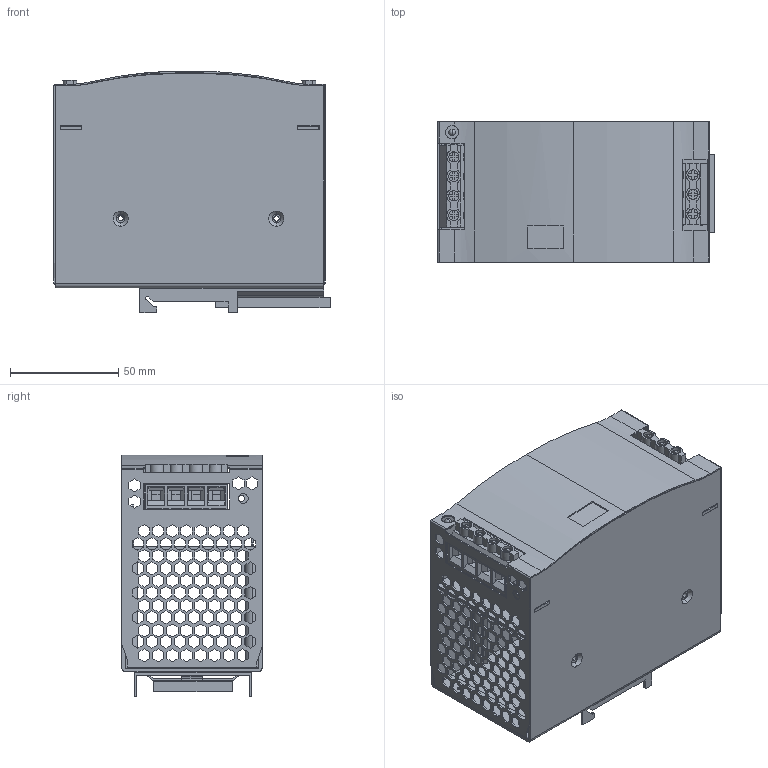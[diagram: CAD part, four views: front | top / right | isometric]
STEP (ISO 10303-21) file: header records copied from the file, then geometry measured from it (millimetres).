
FILE_DESCRIPTION (( 'STEP AP214' ), '1' );
FILE_NAME ('CDKG-S120W軞蚾.STEP', '2025-03-01T05:50:30', ( 'China' ), ( 'Home' ), 'SwSTEP 2.0', 'SolidWorks 2019', '' );
FILE_SCHEMA (( 'AUTOMOTIVE_DESIGN' ));
Length unit declared in the file: millimetre
Products named in the file (9): cdkg-s120盄繚啣3; 1裔; cdkg-s120散热器; CDKG-S120W軞蚾; 3弇傷赽; 3裔; 4弇傷赽; 2裔; CDKG-S120菁
Assembly tree (9 placements, depth 2):
  CDKG-S120W軞蚾
    CDKG-S120菁
    3裔
    1裔
    2裔
    cdkg-s120盄繚啣3
    3弇傷赽
    4弇傷赽
    cdkg-s120散热器  x2
Bounding box: 127.65 x 65.1 x 111.58 mm (x, y, z)
Volume: 124306.8 mm3; surface area: 173052.8 mm2
Topology: 17 solids, 17 shells, 2075 faces, 6042 edges, 4005 vertices
Faces by surface type: plane 1833, cylinder 192, cone 48, sphere 2
Entity records: 80657 total; most frequent: CARTESIAN_POINT 12016, ORIENTED_EDGE 11784, DIRECTION 10346, EDGE_CURVE 5892, VECTOR 5476, LINE 5476, VERTEX_POINT 3909, EDGE_LOOP 2523
